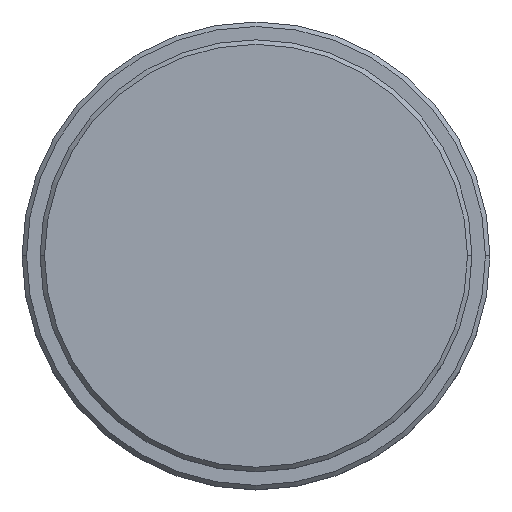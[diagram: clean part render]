
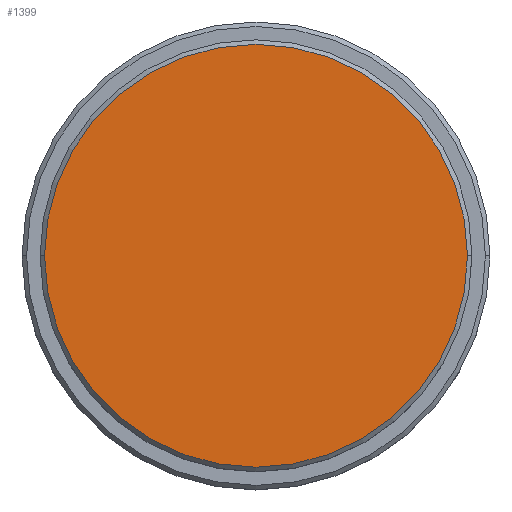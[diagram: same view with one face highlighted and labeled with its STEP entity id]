
A CAD part, top view. The second image highlights one B-rep face of the part: STEP entity #1399.
In plain terms, the highlighted planar face has unit normal (0, 0, 1).
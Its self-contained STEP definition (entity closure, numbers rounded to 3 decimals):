
#5 = ORIENTED_EDGE ( 'NONE', *, *, #555, .T. ) ;
#65 = CIRCLE ( 'NONE', #175, 23.5 ) ;
#82 = CARTESIAN_POINT ( 'NONE',  ( 0., 0., 0. ) ) ;
#107 = DIRECTION ( 'NONE',  ( 0., 0., 1. ) ) ;
#175 = AXIS2_PLACEMENT_3D ( 'NONE', #286, #1161, #1256 ) ;
#259 = EDGE_LOOP ( 'NONE', ( #5, #912 ) ) ;
#286 = CARTESIAN_POINT ( 'NONE',  ( 0., 0., 0. ) ) ;
#366 = VERTEX_POINT ( 'NONE', #1112 ) ;
#538 = PLANE ( 'NONE',  #904 ) ;
#555 = EDGE_CURVE ( 'NONE', #366, #1349, #907, .T. ) ;
#561 = CARTESIAN_POINT ( 'NONE',  ( 23.5, 0., 0. ) ) ;
#755 = FACE_OUTER_BOUND ( 'NONE', #259, .T. ) ;
#896 = DIRECTION ( 'NONE',  ( 1., 0., 0. ) ) ;
#904 = AXIS2_PLACEMENT_3D ( 'NONE', #82, #107, #1304 ) ;
#907 = CIRCLE ( 'NONE', #1275, 23.5 ) ;
#912 = ORIENTED_EDGE ( 'NONE', *, *, #1267, .T. ) ;
#1019 = CARTESIAN_POINT ( 'NONE',  ( 0., 0., 0. ) ) ;
#1112 = CARTESIAN_POINT ( 'NONE',  ( -23.5, 0., 0. ) ) ;
#1161 = DIRECTION ( 'NONE',  ( 0., 0., 1. ) ) ;
#1256 = DIRECTION ( 'NONE',  ( 1., 0., 0. ) ) ;
#1261 = DIRECTION ( 'NONE',  ( 0., 0., 1. ) ) ;
#1267 = EDGE_CURVE ( 'NONE', #1349, #366, #65, .T. ) ;
#1275 = AXIS2_PLACEMENT_3D ( 'NONE', #1019, #1261, #896 ) ;
#1304 = DIRECTION ( 'NONE',  ( 1., 0., 0. ) ) ;
#1349 = VERTEX_POINT ( 'NONE', #561 ) ;
#1399 = ADVANCED_FACE ( 'NONE', ( #755 ), #538, .T. ) ;
